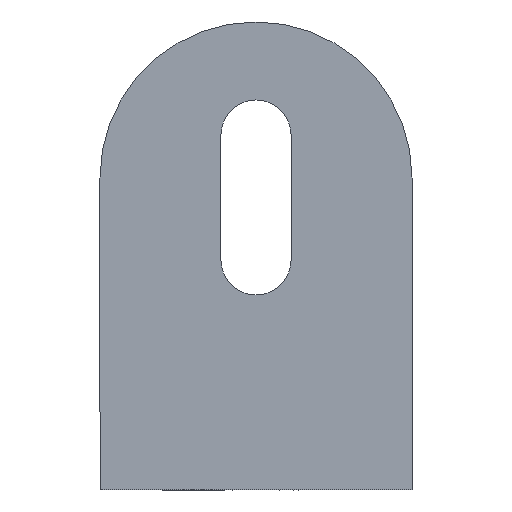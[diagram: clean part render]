
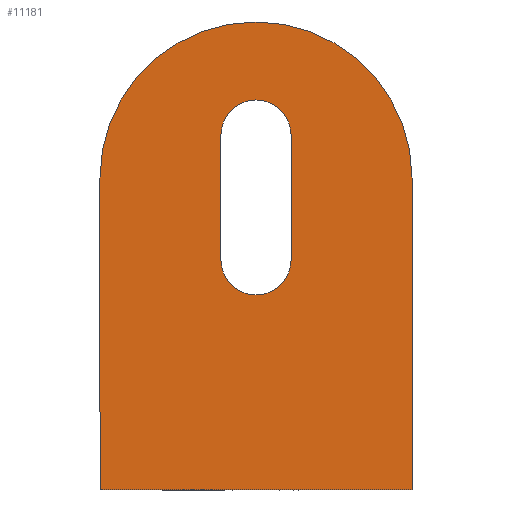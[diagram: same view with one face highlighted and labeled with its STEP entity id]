
A CAD part, left-side view. The second image highlights one B-rep face of the part: STEP entity #11181.
In plain terms, the highlighted planar face has unit normal (-1, 0, 0).
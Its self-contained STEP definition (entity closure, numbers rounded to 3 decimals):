
#201 = ORIENTED_EDGE ( 'NONE', *, *, #8460, .T. ) ;
#236 = FACE_OUTER_BOUND ( 'NONE', #6993, .T. ) ;
#254 = LINE ( 'NONE', #6179, #2444 ) ;
#408 = LINE ( 'NONE', #10363, #8264 ) ;
#433 = DIRECTION ( 'NONE',  ( 0., 0., 1. ) ) ;
#573 = EDGE_CURVE ( 'NONE', #10412, #10365, #10032, .T. ) ;
#896 = DIRECTION ( 'NONE',  ( 0., 0., -1. ) ) ;
#1507 = ORIENTED_EDGE ( 'NONE', *, *, #10764, .T. ) ;
#1592 = LINE ( 'NONE', #4446, #10015 ) ;
#1607 = DIRECTION ( 'NONE',  ( 0., 0., 1. ) ) ;
#1733 = DIRECTION ( 'NONE',  ( 0., -1., 0. ) ) ;
#1827 = LINE ( 'NONE', #3962, #9979 ) ;
#1833 = CIRCLE ( 'NONE', #5826, 4.5 ) ;
#1942 = EDGE_LOOP ( 'NONE', ( #10527, #2664, #201, #2660, #11166 ) ) ;
#2135 = CIRCLE ( 'NONE', #9664, 20. ) ;
#2265 = CARTESIAN_POINT ( 'NONE',  ( -3., 4.5, 29.5 ) ) ;
#2319 = ORIENTED_EDGE ( 'NONE', *, *, #6114, .T. ) ;
#2376 = ORIENTED_EDGE ( 'NONE', *, *, #11623, .T. ) ;
#2444 = VECTOR ( 'NONE', #10818, 1000. ) ;
#2510 = VERTEX_POINT ( 'NONE', #10207 ) ;
#2660 = ORIENTED_EDGE ( 'NONE', *, *, #2775, .T. ) ;
#2664 = ORIENTED_EDGE ( 'NONE', *, *, #9332, .T. ) ;
#2775 = EDGE_CURVE ( 'NONE', #7544, #7514, #1833, .T. ) ;
#2805 = CARTESIAN_POINT ( 'NONE',  ( -3., 0., 45.5 ) ) ;
#2859 = EDGE_CURVE ( 'NONE', #5561, #5267, #3134, .T. ) ;
#2888 = VERTEX_POINT ( 'NONE', #11292 ) ;
#2905 = CARTESIAN_POINT ( 'NONE',  ( -3., 0., 60. ) ) ;
#2941 = DIRECTION ( 'NONE',  ( -1., 0., 0. ) ) ;
#3134 = CIRCLE ( 'NONE', #9648, 4.5 ) ;
#3172 = DIRECTION ( 'NONE',  ( 0., 0., 1. ) ) ;
#3296 = VECTOR ( 'NONE', #3172, 1000. ) ;
#3545 = DIRECTION ( 'NONE',  ( -1., 0., 0. ) ) ;
#3683 = VERTEX_POINT ( 'NONE', #7773 ) ;
#3962 = CARTESIAN_POINT ( 'NONE',  ( -3., 20., 0. ) ) ;
#4421 = CARTESIAN_POINT ( 'NONE',  ( -3., 4.5, 45.5 ) ) ;
#4446 = CARTESIAN_POINT ( 'NONE',  ( -3., 4.5, 45.5 ) ) ;
#4470 = CARTESIAN_POINT ( 'NONE',  ( -3., 0., 29.5 ) ) ;
#4670 = CARTESIAN_POINT ( 'NONE',  ( -3., 20., 0. ) ) ;
#4853 = EDGE_CURVE ( 'NONE', #7514, #5561, #1592, .T. ) ;
#5068 = CARTESIAN_POINT ( 'NONE',  ( -3., 0., 40. ) ) ;
#5267 = VERTEX_POINT ( 'NONE', #7764 ) ;
#5409 = DIRECTION ( 'NONE',  ( 0., 0., -1. ) ) ;
#5561 = VERTEX_POINT ( 'NONE', #4421 ) ;
#5826 = AXIS2_PLACEMENT_3D ( 'NONE', #4470, #7195, #5409 ) ;
#5936 = ORIENTED_EDGE ( 'NONE', *, *, #573, .T. ) ;
#6114 = EDGE_CURVE ( 'NONE', #2510, #10412, #2135, .T. ) ;
#6179 = CARTESIAN_POINT ( 'NONE',  ( -3., 20., 40. ) ) ;
#6526 = AXIS2_PLACEMENT_3D ( 'NONE', #10594, #7837, #7872 ) ;
#6993 = EDGE_LOOP ( 'NONE', ( #2319, #5936, #11239, #2376, #1507 ) ) ;
#7059 = FACE_BOUND ( 'NONE', #1942, .T. ) ;
#7065 = CARTESIAN_POINT ( 'NONE',  ( -3., -20., 0. ) ) ;
#7195 = DIRECTION ( 'NONE',  ( 1., 0., 0. ) ) ;
#7492 = DIRECTION ( 'NONE',  ( 0., 0., -1. ) ) ;
#7514 = VERTEX_POINT ( 'NONE', #2265 ) ;
#7544 = VERTEX_POINT ( 'NONE', #11237 ) ;
#7764 = CARTESIAN_POINT ( 'NONE',  ( -3., -4.5, 45.5 ) ) ;
#7773 = CARTESIAN_POINT ( 'NONE',  ( -3., -20., 0. ) ) ;
#7837 = DIRECTION ( 'NONE',  ( 1., 0., 0. ) ) ;
#7872 = DIRECTION ( 'NONE',  ( 0., 0., -1. ) ) ;
#8066 = DIRECTION ( 'NONE',  ( 0., 0., 1. ) ) ;
#8264 = VECTOR ( 'NONE', #7492, 1000. ) ;
#8370 = CIRCLE ( 'NONE', #6526, 4.5 ) ;
#8383 = DIRECTION ( 'NONE',  ( 1., 0., 0. ) ) ;
#8460 = EDGE_CURVE ( 'NONE', #2888, #7544, #8370, .T. ) ;
#8978 = LINE ( 'NONE', #7065, #3296 ) ;
#9186 = AXIS2_PLACEMENT_3D ( 'NONE', #5068, #11570, #433 ) ;
#9332 = EDGE_CURVE ( 'NONE', #5267, #2888, #408, .T. ) ;
#9418 = CARTESIAN_POINT ( 'NONE',  ( -3., 0., 40. ) ) ;
#9648 = AXIS2_PLACEMENT_3D ( 'NONE', #2805, #8383, #896 ) ;
#9664 = AXIS2_PLACEMENT_3D ( 'NONE', #10083, #3545, #8066 ) ;
#9979 = VECTOR ( 'NONE', #1733, 1000. ) ;
#10015 = VECTOR ( 'NONE', #1607, 1000. ) ;
#10032 = CIRCLE ( 'NONE', #10482, 20. ) ;
#10083 = CARTESIAN_POINT ( 'NONE',  ( -3., 0., 40. ) ) ;
#10207 = CARTESIAN_POINT ( 'NONE',  ( -3., -20., 40. ) ) ;
#10363 = CARTESIAN_POINT ( 'NONE',  ( -3., -4.5, 45.5 ) ) ;
#10365 = VERTEX_POINT ( 'NONE', #11888 ) ;
#10412 = VERTEX_POINT ( 'NONE', #2905 ) ;
#10468 = EDGE_CURVE ( 'NONE', #10365, #10950, #254, .T. ) ;
#10482 = AXIS2_PLACEMENT_3D ( 'NONE', #9418, #2941, #11389 ) ;
#10527 = ORIENTED_EDGE ( 'NONE', *, *, #2859, .T. ) ;
#10594 = CARTESIAN_POINT ( 'NONE',  ( -3., 0., 29.5 ) ) ;
#10623 = PLANE ( 'NONE',  #9186 ) ;
#10764 = EDGE_CURVE ( 'NONE', #3683, #2510, #8978, .T. ) ;
#10818 = DIRECTION ( 'NONE',  ( 0., 0., -1. ) ) ;
#10950 = VERTEX_POINT ( 'NONE', #4670 ) ;
#11166 = ORIENTED_EDGE ( 'NONE', *, *, #4853, .T. ) ;
#11181 = ADVANCED_FACE ( 'NONE', ( #7059, #236 ), #10623, .T. ) ;
#11237 = CARTESIAN_POINT ( 'NONE',  ( -3., 0., 25. ) ) ;
#11239 = ORIENTED_EDGE ( 'NONE', *, *, #10468, .T. ) ;
#11292 = CARTESIAN_POINT ( 'NONE',  ( -3., -4.5, 29.5 ) ) ;
#11389 = DIRECTION ( 'NONE',  ( 0., 0., 1. ) ) ;
#11570 = DIRECTION ( 'NONE',  ( -1., 0., 0. ) ) ;
#11623 = EDGE_CURVE ( 'NONE', #10950, #3683, #1827, .T. ) ;
#11888 = CARTESIAN_POINT ( 'NONE',  ( -3., 20., 40. ) ) ;
